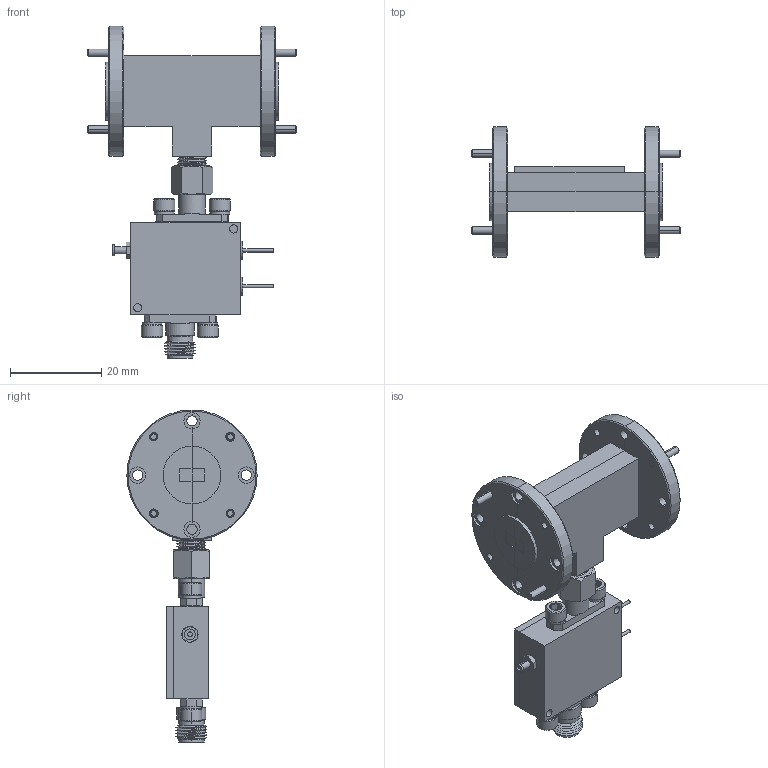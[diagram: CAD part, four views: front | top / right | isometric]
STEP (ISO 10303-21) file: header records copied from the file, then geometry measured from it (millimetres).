
FILE_DESCRIPTION (( 'STEP AP203' ), '1' );
FILE_NAME ('KS-RQ Rev 1.1 DF.STEP', '2019-06-07T23:22:41', ( '' ), ( '' ), 'SwSTEP 2.0', 'SolidWorks 2016', '' );
FILE_SCHEMA (( 'CONFIG_CONTROL_DESIGN' ));
Length unit declared in the file: inch
Products named in the file (1): KS-RQ Rev 1.1 DF
Bounding box: 45.85 x 28.57 x 72.87 mm (x, y, z)
Volume: 14304.9 mm3; surface area: 11357.4 mm2
Topology: 7 solids, 12 shells, 946 faces, 2268 edges, 1418 vertices
Faces by surface type: plane 453, cylinder 247, cone 208, bspline 36, torus 2
Entity records: 31277 total; most frequent: CARTESIAN_POINT 9347, ORIENTED_EDGE 4536, DIRECTION 4507, EDGE_CURVE 2268, AXIS2_PLACEMENT_3D 1636, VERTEX_POINT 1418, LINE 1235, VECTOR 1235
